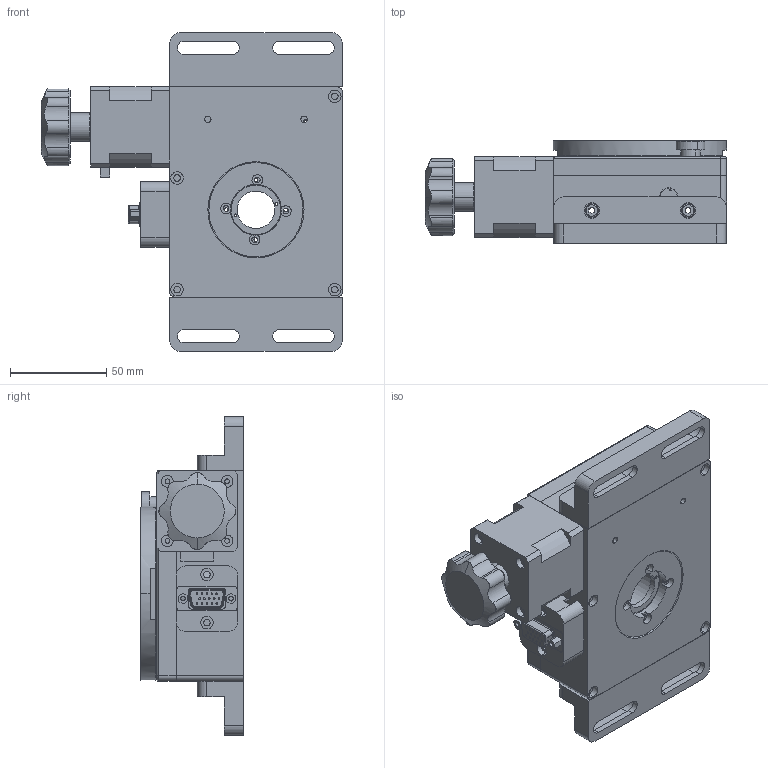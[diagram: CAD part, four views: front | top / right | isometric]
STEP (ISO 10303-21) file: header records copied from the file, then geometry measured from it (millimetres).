
FILE_DESCRIPTION (( 'STEP AP214' ), '1' );
FILE_NAME ('08MRA-2M.STEP', '2018-10-09T01:35:11', ( '' ), ( '' ), 'SwSTEP 2.0', 'SolidWorks 2016', '' );
FILE_SCHEMA (( 'AUTOMOTIVE_DESIGN' ));
Length unit declared in the file: millimetre
Products named in the file (1): 08MRA-2M
Bounding box: 156.5 x 53.5 x 165.5 mm (x, y, z)
Surface area: 97651 mm2 (no closed solid volume)
Topology: 0 solids, 116 shells, 1138 faces, 7204 edges, 5835 vertices
Faces by surface type: plane 792, cylinder 250, bspline 52, cone 23, torus 21
Entity records: 106235 total; most frequent: CARTESIAN_POINT 42615, ORIENTED_EDGE 9417, DIRECTION 9331, EDGE_CURVE 7204, VERTEX_POINT 5835, VECTOR 4341, LINE 4341, AXIS2_PLACEMENT_3D 2495
